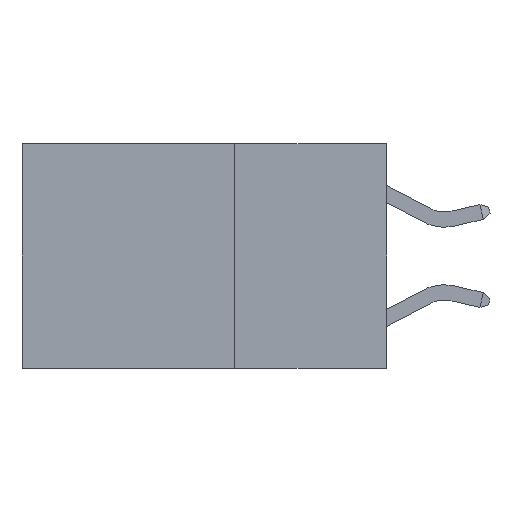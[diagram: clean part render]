
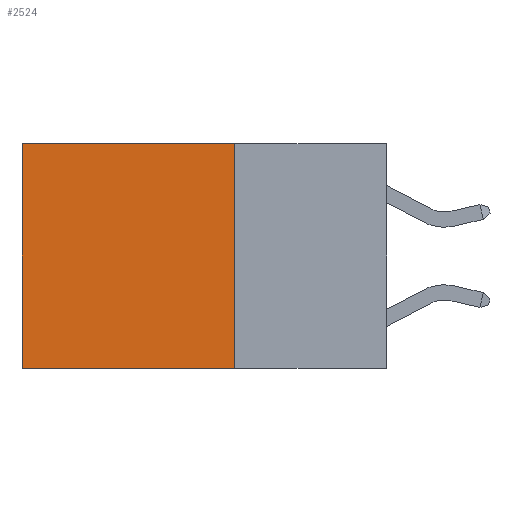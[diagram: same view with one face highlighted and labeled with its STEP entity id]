
A CAD part, left-side view. The second image highlights one B-rep face of the part: STEP entity #2524.
In plain terms, the highlighted planar face has unit normal (-1, 0, 0).
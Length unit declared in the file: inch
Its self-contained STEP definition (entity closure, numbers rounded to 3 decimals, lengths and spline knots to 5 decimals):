
#14 = CARTESIAN_POINT ( 'NONE',  ( 0.2625, 0.6, 0. ) ) ;
#50 = FACE_OUTER_BOUND ( 'NONE', #3403, .T. ) ;
#82 = VERTEX_POINT ( 'NONE', #8966 ) ;
#168 = EDGE_CURVE ( 'NONE', #5731, #5473, #9082, .T. ) ;
#467 = CARTESIAN_POINT ( 'NONE',  ( 0.2625, 0.25, -0.37 ) ) ;
#869 = DIRECTION ( 'NONE',  ( 0., 0., -1. ) ) ;
#1750 = EDGE_CURVE ( 'NONE', #5473, #6690, #9309, .T. ) ;
#2524 = ADVANCED_FACE ( 'NONE', ( #50 ), #4516, .F. ) ;
#3342 = VECTOR ( 'NONE', #6029, 39.37008 ) ;
#3403 = EDGE_LOOP ( 'NONE', ( #9695, #7133, #6071, #5688 ) ) ;
#3758 = CARTESIAN_POINT ( 'NONE',  ( 0.2625, 0.25, 0. ) ) ;
#3790 = DIRECTION ( 'NONE',  ( 1., 0., 0. ) ) ;
#3961 = LINE ( 'NONE', #6681, #7743 ) ;
#4516 = PLANE ( 'NONE',  #8853 ) ;
#5473 = VERTEX_POINT ( 'NONE', #467 ) ;
#5688 = ORIENTED_EDGE ( 'NONE', *, *, #9344, .T. ) ;
#5731 = VERTEX_POINT ( 'NONE', #7060 ) ;
#5859 = CARTESIAN_POINT ( 'NONE',  ( 0.2625, 0.25, -0.37 ) ) ;
#6029 = DIRECTION ( 'NONE',  ( 0., 1., 0. ) ) ;
#6071 = ORIENTED_EDGE ( 'NONE', *, *, #168, .F. ) ;
#6681 = CARTESIAN_POINT ( 'NONE',  ( 0.2625, 0.25, 0. ) ) ;
#6690 = VERTEX_POINT ( 'NONE', #8563 ) ;
#6935 = VECTOR ( 'NONE', #8636, 39.37008 ) ;
#7060 = CARTESIAN_POINT ( 'NONE',  ( 0.2625, 0.25, 0. ) ) ;
#7133 = ORIENTED_EDGE ( 'NONE', *, *, #1750, .F. ) ;
#7459 = DIRECTION ( 'NONE',  ( 0., 1., 0. ) ) ;
#7743 = VECTOR ( 'NONE', #7459, 39.37008 ) ;
#8437 = EDGE_CURVE ( 'NONE', #82, #6690, #9000, .T. ) ;
#8563 = CARTESIAN_POINT ( 'NONE',  ( 0.2625, 0.6, -0.37 ) ) ;
#8636 = DIRECTION ( 'NONE',  ( 0., 0., -1. ) ) ;
#8779 = VECTOR ( 'NONE', #869, 39.37008 ) ;
#8853 = AXIS2_PLACEMENT_3D ( 'NONE', #3758, #3790, #9010 ) ;
#8966 = CARTESIAN_POINT ( 'NONE',  ( 0.2625, 0.6, 0. ) ) ;
#9000 = LINE ( 'NONE', #14, #8779 ) ;
#9010 = DIRECTION ( 'NONE',  ( 0., 0., -1. ) ) ;
#9020 = CARTESIAN_POINT ( 'NONE',  ( 0.2625, 0.25, 0. ) ) ;
#9082 = LINE ( 'NONE', #9020, #6935 ) ;
#9309 = LINE ( 'NONE', #5859, #3342 ) ;
#9344 = EDGE_CURVE ( 'NONE', #5731, #82, #3961, .T. ) ;
#9695 = ORIENTED_EDGE ( 'NONE', *, *, #8437, .T. ) ;
